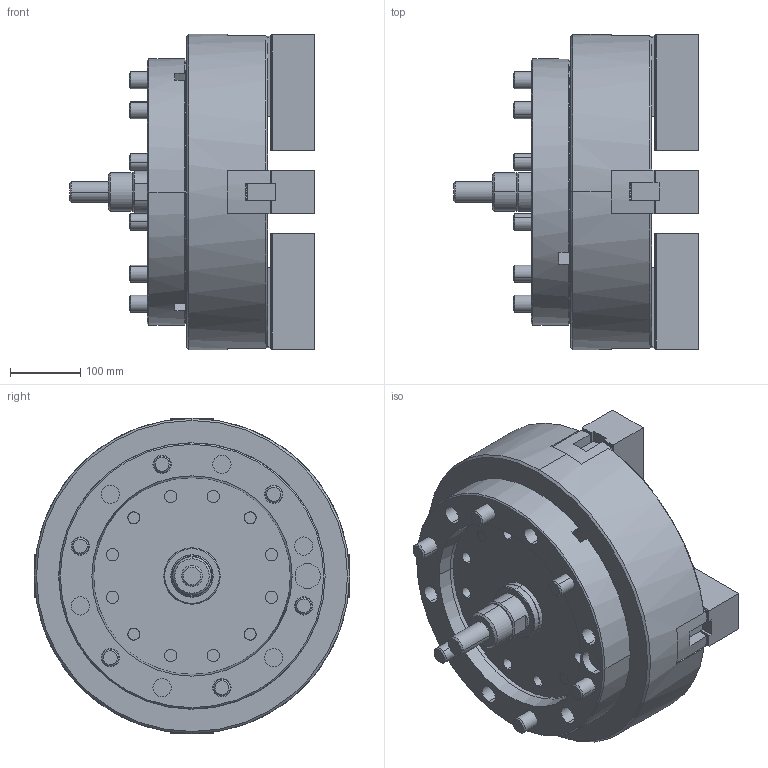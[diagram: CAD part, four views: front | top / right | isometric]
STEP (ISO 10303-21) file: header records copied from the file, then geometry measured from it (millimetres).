
FILE_DESCRIPTION (( 'STEP AP203' ), '1' );
FILE_NAME ('CF-4V-18A15.STEP', '2019-08-01T05:58:38', ( 'temp' ), ( '' ), 'SwSTEP 2.0', 'SolidWorks 2016', '' );
FILE_SCHEMA (( 'CONFIG_CONTROL_DESIGN' ));
Length unit declared in the file: millimetre
Products named in the file (16): 圓頭內六角螺栓_M20x120; CF-4V-18-04010; 半圓頭六角孔螺栓_M6x10; CF-3H-215-04000; 圓頭內六角螺栓_M24x55; CF-3P-15-05000; 圓頭內六角螺栓_M30x125(全牙); CF-3P-15-06000; CF-4V-18A15; CF-3V-15-09000; CF-3V-21-09000; CF-4V-18-01T10; SJ-15P; CF-4V-18-02010; 圓頭內六角螺栓_M20x55; CF-4V-18-03010
Assembly tree (42 placements, depth 2):
  CF-4V-18A15
    CF-4V-18-01T10
    CF-4V-18-02010
    CF-4V-18-03010  x4
    CF-4V-18-04010
    CF-3H-215-04000  x4
    CF-3P-15-05000
    CF-3P-15-06000
    CF-3V-15-09000
    CF-3V-21-09000
    SJ-15P  x4
    圓頭內六角螺栓_M20x55  x8
    圓頭內六角螺栓_M20x120  x4
    半圓頭六角孔螺栓_M6x10  x4
    圓頭內六角螺栓_M24x55  x6
    圓頭內六角螺栓_M30x125(全牙)
Bounding box: 349.25 x 450 x 450 mm (x, y, z)
Volume: 23701000.6 mm3; surface area: 1889997.4 mm2
Topology: 42 solids, 42 shells, 7812 faces, 22673 edges, 14992 vertices
Faces by surface type: plane 5079, cylinder 2448, cone 261, torus 24
Entity records: 76046 total; most frequent: CARTESIAN_POINT 15750, ORIENTED_EDGE 12940, DIRECTION 11248, EDGE_CURVE 6470, LINE 4526, VECTOR 4526, VERTEX_POINT 4273, AXIS2_PLACEMENT_3D 3361
